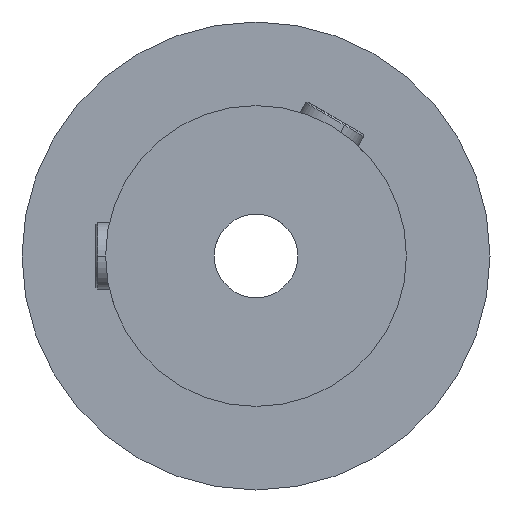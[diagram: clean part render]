
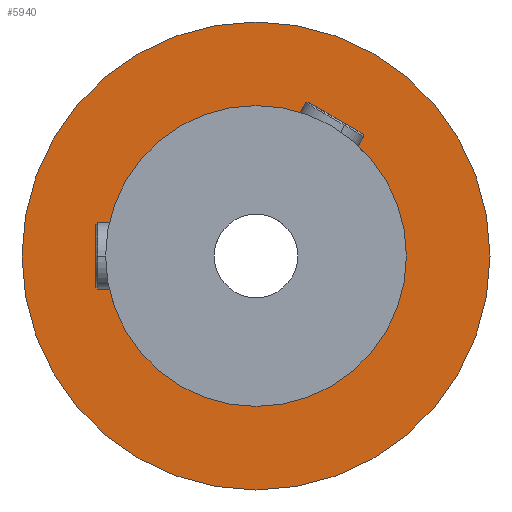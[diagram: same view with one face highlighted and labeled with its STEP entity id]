
A CAD part, left-side view. The second image highlights one B-rep face of the part: STEP entity #5940.
In plain terms, the highlighted planar face has unit normal (-1, 0, 0).
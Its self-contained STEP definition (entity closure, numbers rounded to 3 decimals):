
#5 = ORIENTED_EDGE ( 'NONE', *, *, #4345, .T. ) ;
#21 = DIRECTION ( 'NONE',  ( 1., 0., 0. ) ) ;
#101 = CARTESIAN_POINT ( 'NONE',  ( 6.9, 0., 0. ) ) ;
#186 = DIRECTION ( 'NONE',  ( -1., 0., 0. ) ) ;
#412 = EDGE_LOOP ( 'NONE', ( #6635, #5 ) ) ;
#584 = CARTESIAN_POINT ( 'NONE',  ( 6.9, 9., 0. ) ) ;
#953 = AXIS2_PLACEMENT_3D ( 'NONE', #5511, #2088, #2621 ) ;
#971 = ORIENTED_EDGE ( 'NONE', *, *, #3801, .F. ) ;
#1017 = DIRECTION ( 'NONE',  ( -1., 0., 0. ) ) ;
#1039 = VERTEX_POINT ( 'NONE', #1190 ) ;
#1159 = VERTEX_POINT ( 'NONE', #2842 ) ;
#1190 = CARTESIAN_POINT ( 'NONE',  ( 6.9, 0., -9. ) ) ;
#1717 = VERTEX_POINT ( 'NONE', #2475 ) ;
#1874 = DIRECTION ( 'NONE',  ( -1., 0., 0. ) ) ;
#1925 = DIRECTION ( 'NONE',  ( 0., 0., 1. ) ) ;
#2088 = DIRECTION ( 'NONE',  ( -1., 0., 0. ) ) ;
#2297 = AXIS2_PLACEMENT_3D ( 'NONE', #101, #1874, #2420 ) ;
#2420 = DIRECTION ( 'NONE',  ( 0., 0., 1. ) ) ;
#2475 = CARTESIAN_POINT ( 'NONE',  ( 6.9, 0., 9. ) ) ;
#2621 = DIRECTION ( 'NONE',  ( 0., 0., 1. ) ) ;
#2650 = EDGE_LOOP ( 'NONE', ( #971, #5878 ) ) ;
#2842 = CARTESIAN_POINT ( 'NONE',  ( 6.9, 0., 14. ) ) ;
#3135 = CIRCLE ( 'NONE', #6043, 14. ) ;
#3154 = CARTESIAN_POINT ( 'NONE',  ( 6.9, 0., -14. ) ) ;
#3497 = AXIS2_PLACEMENT_3D ( 'NONE', #584, #21, #6454 ) ;
#3801 = EDGE_CURVE ( 'NONE', #1717, #1039, #5939, .T. ) ;
#4127 = EDGE_CURVE ( 'NONE', #1159, #4399, #4238, .T. ) ;
#4238 = CIRCLE ( 'NONE', #953, 14. ) ;
#4345 = EDGE_CURVE ( 'NONE', #4399, #1159, #3135, .T. ) ;
#4399 = VERTEX_POINT ( 'NONE', #3154 ) ;
#5082 = AXIS2_PLACEMENT_3D ( 'NONE', #5092, #1017, #5778 ) ;
#5092 = CARTESIAN_POINT ( 'NONE',  ( 6.9, 0., 0. ) ) ;
#5331 = CARTESIAN_POINT ( 'NONE',  ( 6.9, 0., 0. ) ) ;
#5511 = CARTESIAN_POINT ( 'NONE',  ( 6.9, 0., 0. ) ) ;
#5541 = EDGE_CURVE ( 'NONE', #1039, #1717, #6542, .T. ) ;
#5778 = DIRECTION ( 'NONE',  ( 0., 0., 1. ) ) ;
#5798 = PLANE ( 'NONE',  #3497 ) ;
#5878 = ORIENTED_EDGE ( 'NONE', *, *, #5541, .F. ) ;
#5939 = CIRCLE ( 'NONE', #2297, 9. ) ;
#5940 = ADVANCED_FACE ( 'NONE', ( #7521, #7090 ), #5798, .F. ) ;
#6043 = AXIS2_PLACEMENT_3D ( 'NONE', #5331, #186, #1925 ) ;
#6454 = DIRECTION ( 'NONE',  ( 0., 0., -1. ) ) ;
#6542 = CIRCLE ( 'NONE', #5082, 9. ) ;
#6635 = ORIENTED_EDGE ( 'NONE', *, *, #4127, .T. ) ;
#7090 = FACE_OUTER_BOUND ( 'NONE', #412, .T. ) ;
#7521 = FACE_BOUND ( 'NONE', #2650, .T. ) ;
